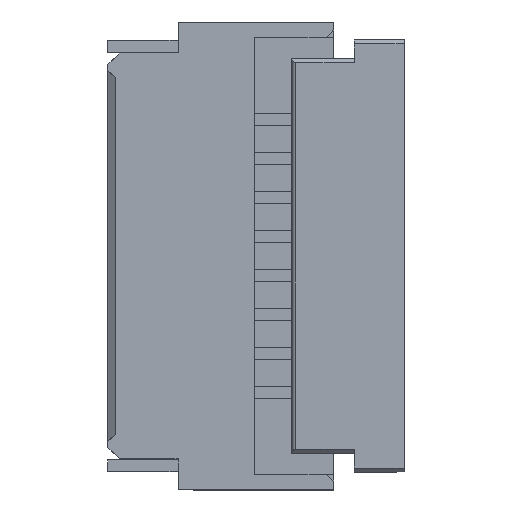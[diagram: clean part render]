
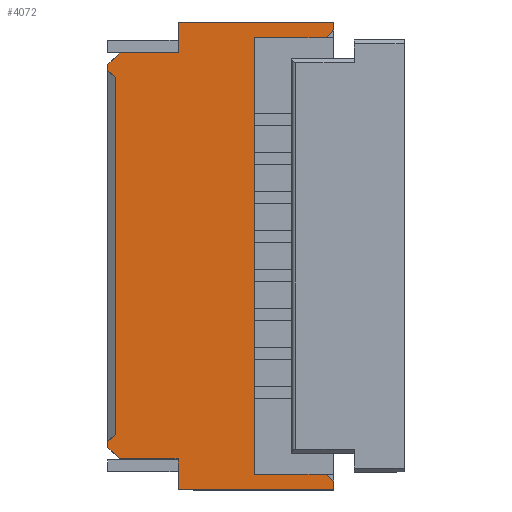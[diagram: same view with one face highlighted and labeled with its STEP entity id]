
A CAD part, top view. The second image highlights one B-rep face of the part: STEP entity #4072.
In plain terms, the highlighted planar face has unit normal (0, 0, 1).
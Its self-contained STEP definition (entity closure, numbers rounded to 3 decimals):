
#137=FACE_OUTER_BOUND('',#345,.T.);
#345=EDGE_LOOP('',(#2912,#2913,#2914,#2915,#2916,#2917,#2918,#2919,#2920,
#2921,#2922,#2923,#2924,#2925,#2926,#2927,#2928,#2929,#2930,#2931));
#574=LINE('',#5656,#1135);
#610=LINE('',#5731,#1171);
#616=LINE('',#5742,#1177);
#637=LINE('',#5796,#1198);
#648=LINE('',#5818,#1209);
#661=LINE('',#5844,#1222);
#689=LINE('',#5900,#1250);
#722=LINE('',#5965,#1283);
#723=LINE('',#5967,#1284);
#724=LINE('',#5969,#1285);
#725=LINE('',#5971,#1286);
#726=LINE('',#5973,#1287);
#727=LINE('',#5975,#1288);
#728=LINE('',#5977,#1289);
#729=LINE('',#5979,#1290);
#730=LINE('',#5981,#1291);
#731=LINE('',#5983,#1292);
#732=LINE('',#5985,#1293);
#733=LINE('',#5986,#1294);
#734=LINE('',#5987,#1295);
#1135=VECTOR('',#4567,1.);
#1171=VECTOR('',#4633,1.);
#1177=VECTOR('',#4643,1.);
#1198=VECTOR('',#4682,1.);
#1209=VECTOR('',#4699,1.);
#1222=VECTOR('',#4720,1.);
#1250=VECTOR('',#4764,1.);
#1283=VECTOR('',#4803,1.);
#1284=VECTOR('',#4804,1.);
#1285=VECTOR('',#4805,1.);
#1286=VECTOR('',#4806,1.);
#1287=VECTOR('',#4807,1.);
#1288=VECTOR('',#4808,1.);
#1289=VECTOR('',#4809,1.);
#1290=VECTOR('',#4810,1.);
#1291=VECTOR('',#4811,1.);
#1292=VECTOR('',#4812,1.);
#1293=VECTOR('',#4813,1.);
#1294=VECTOR('',#4814,1.);
#1295=VECTOR('',#4815,1.);
#1691=VERTEX_POINT('',#5652);
#1692=VERTEX_POINT('',#5654);
#1715=VERTEX_POINT('',#5728);
#1716=VERTEX_POINT('',#5730);
#1718=VERTEX_POINT('',#5738);
#1719=VERTEX_POINT('',#5740);
#1751=VERTEX_POINT('',#5817);
#1760=VERTEX_POINT('',#5842);
#1779=VERTEX_POINT('',#5895);
#1780=VERTEX_POINT('',#5898);
#1810=VERTEX_POINT('',#5966);
#1811=VERTEX_POINT('',#5968);
#1812=VERTEX_POINT('',#5970);
#1813=VERTEX_POINT('',#5972);
#1814=VERTEX_POINT('',#5974);
#1815=VERTEX_POINT('',#5976);
#1816=VERTEX_POINT('',#5978);
#1817=VERTEX_POINT('',#5980);
#1818=VERTEX_POINT('',#5982);
#1819=VERTEX_POINT('',#5984);
#2092=EDGE_CURVE('',#1691,#1692,#574,.T.);
#2130=EDGE_CURVE('',#1715,#1716,#610,.T.);
#2136=EDGE_CURVE('',#1718,#1719,#616,.T.);
#2162=EDGE_CURVE('',#1691,#1719,#637,.T.);
#2173=EDGE_CURVE('',#1716,#1751,#648,.T.);
#2186=EDGE_CURVE('',#1692,#1760,#661,.T.);
#2215=EDGE_CURVE('',#1780,#1779,#689,.T.);
#2248=EDGE_CURVE('',#1760,#1779,#722,.T.);
#2249=EDGE_CURVE('',#1780,#1810,#723,.T.);
#2250=EDGE_CURVE('',#1811,#1810,#724,.T.);
#2251=EDGE_CURVE('',#1812,#1811,#725,.T.);
#2252=EDGE_CURVE('',#1813,#1812,#726,.T.);
#2253=EDGE_CURVE('',#1814,#1813,#727,.T.);
#2254=EDGE_CURVE('',#1814,#1815,#728,.T.);
#2255=EDGE_CURVE('',#1816,#1815,#729,.T.);
#2256=EDGE_CURVE('',#1816,#1817,#730,.T.);
#2257=EDGE_CURVE('',#1817,#1818,#731,.T.);
#2258=EDGE_CURVE('',#1818,#1819,#732,.T.);
#2259=EDGE_CURVE('',#1751,#1819,#733,.T.);
#2260=EDGE_CURVE('',#1715,#1718,#734,.T.);
#2912=ORIENTED_EDGE('',*,*,#2248,.T.);
#2913=ORIENTED_EDGE('',*,*,#2215,.F.);
#2914=ORIENTED_EDGE('',*,*,#2249,.T.);
#2915=ORIENTED_EDGE('',*,*,#2250,.F.);
#2916=ORIENTED_EDGE('',*,*,#2251,.F.);
#2917=ORIENTED_EDGE('',*,*,#2252,.F.);
#2918=ORIENTED_EDGE('',*,*,#2253,.F.);
#2919=ORIENTED_EDGE('',*,*,#2254,.T.);
#2920=ORIENTED_EDGE('',*,*,#2255,.F.);
#2921=ORIENTED_EDGE('',*,*,#2256,.T.);
#2922=ORIENTED_EDGE('',*,*,#2257,.T.);
#2923=ORIENTED_EDGE('',*,*,#2258,.T.);
#2924=ORIENTED_EDGE('',*,*,#2259,.F.);
#2925=ORIENTED_EDGE('',*,*,#2173,.F.);
#2926=ORIENTED_EDGE('',*,*,#2130,.F.);
#2927=ORIENTED_EDGE('',*,*,#2260,.T.);
#2928=ORIENTED_EDGE('',*,*,#2136,.T.);
#2929=ORIENTED_EDGE('',*,*,#2162,.F.);
#2930=ORIENTED_EDGE('',*,*,#2092,.T.);
#2931=ORIENTED_EDGE('',*,*,#2186,.T.);
#3883=PLANE('',#4301);
#4072=ADVANCED_FACE('',(#137),#3883,.T.);
#4301=AXIS2_PLACEMENT_3D('',#5964,#4801,#4802);
#4567=DIRECTION('',(-1.,0.,0.));
#4633=DIRECTION('',(-0.707,-0.707,0.));
#4643=DIRECTION('',(-1.,0.,0.));
#4682=DIRECTION('',(0.,1.,0.));
#4699=DIRECTION('',(-1.,0.,0.));
#4720=DIRECTION('',(-0.707,-0.707,0.));
#4764=DIRECTION('',(-0.707,0.707,0.));
#4801=DIRECTION('center_axis',(0.,0.,1.));
#4802=DIRECTION('ref_axis',(1.,0.,0.));
#4803=DIRECTION('',(0.,-1.,0.));
#4804=DIRECTION('',(0.,-1.,0.));
#4805=DIRECTION('',(0.707,0.707,0.));
#4806=DIRECTION('',(0.,1.,0.));
#4807=DIRECTION('',(-0.707,0.707,0.));
#4808=DIRECTION('',(-1.,0.,0.));
#4809=DIRECTION('',(0.,-1.,0.));
#4810=DIRECTION('',(-1.,0.,0.));
#4811=DIRECTION('',(0.,1.,0.));
#4812=DIRECTION('',(-0.707,0.707,0.));
#4813=DIRECTION('',(-1.,0.,0.));
#4814=DIRECTION('',(0.,-1.,0.));
#4815=DIRECTION('',(0.,1.,0.));
#5652=CARTESIAN_POINT('',(0.305,0.701,1.31));
#5654=CARTESIAN_POINT('',(-0.445,0.701,1.31));
#5656=CARTESIAN_POINT('',(2.,0.701,1.31));
#5728=CARTESIAN_POINT('',(2.305,0.998,1.31));
#5730=CARTESIAN_POINT('',(2.205,0.898,1.31));
#5731=CARTESIAN_POINT('',(2.405,1.098,1.31));
#5738=CARTESIAN_POINT('',(2.305,1.098,1.31));
#5740=CARTESIAN_POINT('',(0.305,1.098,1.31));
#5742=CARTESIAN_POINT('',(2.,1.098,1.31));
#5796=CARTESIAN_POINT('',(0.305,1.098,1.31));
#5817=CARTESIAN_POINT('',(1.285,0.898,1.31));
#5818=CARTESIAN_POINT('',(2.,0.898,1.31));
#5842=CARTESIAN_POINT('',(-0.595,0.551,1.31));
#5844=CARTESIAN_POINT('',(2.,3.146,1.31));
#5895=CARTESIAN_POINT('',(-0.595,0.483,1.31));
#5898=CARTESIAN_POINT('',(-0.495,0.383,1.31));
#5900=CARTESIAN_POINT('',(2.,-2.111,1.31));
#5964=CARTESIAN_POINT('Origin',(1.235,-3.727,1.31));
#5965=CARTESIAN_POINT('',(-0.595,1.098,1.31));
#5966=CARTESIAN_POINT('',(-0.495,-4.187,1.31));
#5967=CARTESIAN_POINT('',(-0.495,1.098,1.31));
#5968=CARTESIAN_POINT('',(-0.595,-4.287,1.31));
#5969=CARTESIAN_POINT('',(2.,-1.692,1.31));
#5970=CARTESIAN_POINT('',(-0.595,-4.354,1.31));
#5971=CARTESIAN_POINT('',(-0.595,4.098,1.31));
#5972=CARTESIAN_POINT('',(-0.445,-4.504,1.31));
#5973=CARTESIAN_POINT('',(-9.047,4.098,1.31));
#5974=CARTESIAN_POINT('',(0.305,-4.504,1.31));
#5975=CARTESIAN_POINT('',(2.,-4.504,1.31));
#5976=CARTESIAN_POINT('',(0.305,-4.902,1.31));
#5977=CARTESIAN_POINT('',(0.305,1.098,1.31));
#5978=CARTESIAN_POINT('',(2.305,-4.902,1.31));
#5979=CARTESIAN_POINT('',(2.,-4.902,1.31));
#5980=CARTESIAN_POINT('',(2.305,-4.802,1.31));
#5981=CARTESIAN_POINT('',(2.305,1.098,1.31));
#5982=CARTESIAN_POINT('',(2.205,-4.702,1.31));
#5983=CARTESIAN_POINT('',(-3.595,1.098,1.31));
#5984=CARTESIAN_POINT('',(1.285,-4.702,1.31));
#5985=CARTESIAN_POINT('',(2.,-4.702,1.31));
#5986=CARTESIAN_POINT('',(1.285,1.098,1.31));
#5987=CARTESIAN_POINT('',(2.305,1.098,1.31));
